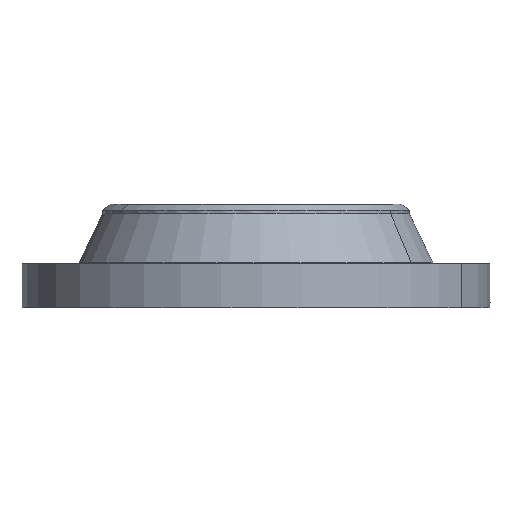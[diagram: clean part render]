
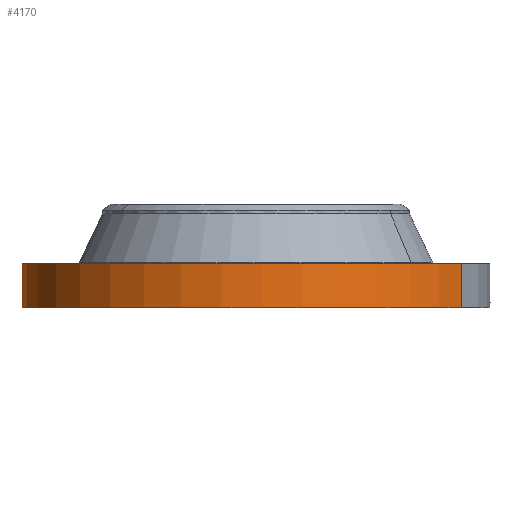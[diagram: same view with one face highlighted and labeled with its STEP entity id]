
A CAD part, left-side view. The second image highlights one B-rep face of the part: STEP entity #4170.
In plain terms, the highlighted cylindrical face has radius 387.35 mm (diameter 774.7 mm), a partial arc.
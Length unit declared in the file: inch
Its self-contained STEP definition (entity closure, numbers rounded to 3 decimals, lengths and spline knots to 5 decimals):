
#2927=AXIS2_PLACEMENT_3D('Circle Axis2P3D',#2925,#2926,$) ;
#4056=AXIS2_PLACEMENT_3D('Cylinder Axis2P3D',#4053,#4054,#4055) ;
#4060=AXIS2_PLACEMENT_3D('Circle Axis2P3D',#4058,#4059,$) ;
#2920=CARTESIAN_POINT('Vertex',(7.31124,13.38313,2.875)) ;
#2922=CARTESIAN_POINT('Vertex',(-7.31124,-13.38313,2.875)) ;
#2925=CARTESIAN_POINT('Axis2P3D Location',(0.,0.,2.875)) ;
#4053=CARTESIAN_POINT('Axis2P3D Location',(0.,0.,3.3775)) ;
#4058=CARTESIAN_POINT('Axis2P3D Location',(0.,0.,0.)) ;
#4062=CARTESIAN_POINT('Vertex',(-7.31124,-13.38313,0.)) ;
#4064=CARTESIAN_POINT('Vertex',(7.31124,13.38313,0.)) ;
#4067=CARTESIAN_POINT('Line Origine',(-7.31124,-13.38313,1.4375)) ;
#4072=CARTESIAN_POINT('Line Origine',(7.31124,13.38313,1.4375)) ;
#4084=CARTESIAN_POINT('Control Point',(-0.00072,15.25,1.10412)) ;
#4085=CARTESIAN_POINT('Control Point',(-0.01897,15.25,1.10408)) ;
#4086=CARTESIAN_POINT('Control Point',(-0.03722,15.24997,1.10263)) ;
#4087=CARTESIAN_POINT('Control Point',(-0.05525,15.2499,1.09978)) ;
#4088=CARTESIAN_POINT('Vertex',(-0.00072,15.25,1.10412)) ;
#4090=CARTESIAN_POINT('Vertex',(-0.05524,15.2499,1.09978)) ;
#4094=CARTESIAN_POINT('Control Point',(-0.05524,15.2499,1.09978)) ;
#4095=CARTESIAN_POINT('Control Point',(-0.0957,15.24975,1.09536)) ;
#4096=CARTESIAN_POINT('Control Point',(-0.13552,15.24944,1.08359)) ;
#4097=CARTESIAN_POINT('Control Point',(-0.1722,15.24903,1.06523)) ;
#4098=CARTESIAN_POINT('Vertex',(-0.1722,15.24903,1.06523)) ;
#4102=CARTESIAN_POINT('Control Point',(-0.03102,15.24997,0.34119)) ;
#4103=CARTESIAN_POINT('Control Point',(-0.09618,15.24984,0.34944)) ;
#4104=CARTESIAN_POINT('Control Point',(-0.15929,15.24936,0.37129)) ;
#4105=CARTESIAN_POINT('Control Point',(-0.2164,15.24859,0.4061)) ;
#4106=CARTESIAN_POINT('Control Point',(-0.28882,15.24733,0.47419)) ;
#4107=CARTESIAN_POINT('Control Point',(-0.33643,15.2463,0.55867)) ;
#4108=CARTESIAN_POINT('Control Point',(-0.34947,15.246,0.58873)) ;
#4109=CARTESIAN_POINT('Control Point',(-0.37169,15.24548,0.65897)) ;
#4110=CARTESIAN_POINT('Control Point',(-0.37718,15.24533,0.73214)) ;
#4111=CARTESIAN_POINT('Control Point',(-0.37491,15.24539,0.77295)) ;
#4112=CARTESIAN_POINT('Control Point',(-0.3565,15.24585,0.87072)) ;
#4113=CARTESIAN_POINT('Control Point',(-0.30814,15.24693,0.95794)) ;
#4114=CARTESIAN_POINT('Control Point',(-0.26982,15.24771,1.00324)) ;
#4115=CARTESIAN_POINT('Control Point',(-0.22354,15.24845,1.03954)) ;
#4116=CARTESIAN_POINT('Control Point',(-0.1722,15.24903,1.06523)) ;
#4117=CARTESIAN_POINT('Vertex',(-0.03102,15.24997,0.34119)) ;
#4121=CARTESIAN_POINT('Control Point',(-0.03102,15.24997,0.34119)) ;
#4122=CARTESIAN_POINT('Control Point',(-0.02067,15.24999,0.34087)) ;
#4123=CARTESIAN_POINT('Control Point',(-0.01032,15.25,0.34094)) ;
#4124=CARTESIAN_POINT('Control Point',(0.,15.25,0.34137)) ;
#4125=CARTESIAN_POINT('Vertex',(0.,15.25,0.34137)) ;
#4129=CARTESIAN_POINT('Control Point',(0.19263,15.24878,0.39741)) ;
#4130=CARTESIAN_POINT('Control Point',(0.14901,15.24933,0.37204)) ;
#4131=CARTESIAN_POINT('Control Point',(0.10112,15.24977,0.35378)) ;
#4132=CARTESIAN_POINT('Control Point',(0.05081,15.25,0.34353)) ;
#4133=CARTESIAN_POINT('Control Point',(0.,15.25,0.34137)) ;
#4134=CARTESIAN_POINT('Vertex',(0.19263,15.24878,0.39741)) ;
#4138=CARTESIAN_POINT('Control Point',(0.19263,15.24878,0.39741)) ;
#4139=CARTESIAN_POINT('Control Point',(0.24945,15.24807,0.43047)) ;
#4140=CARTESIAN_POINT('Control Point',(0.29951,15.24717,0.47484)) ;
#4141=CARTESIAN_POINT('Control Point',(0.33965,15.24626,0.52897)) ;
#4142=CARTESIAN_POINT('Control Point',(0.38385,15.24518,0.62717)) ;
#4143=CARTESIAN_POINT('Control Point',(0.39239,15.24495,0.73246)) ;
#4144=CARTESIAN_POINT('Control Point',(0.39027,15.24501,0.77262)) ;
#4145=CARTESIAN_POINT('Control Point',(0.3761,15.24537,0.84753)) ;
#4146=CARTESIAN_POINT('Control Point',(0.34396,15.24613,0.91596)) ;
#4147=CARTESIAN_POINT('Control Point',(0.32488,15.24656,0.94638)) ;
#4148=CARTESIAN_POINT('Control Point',(0.26317,15.24783,1.02274)) ;
#4149=CARTESIAN_POINT('Control Point',(0.18008,15.24909,1.07567)) ;
#4150=CARTESIAN_POINT('Control Point',(0.12135,15.2497,1.09769)) ;
#4151=CARTESIAN_POINT('Control Point',(0.0602,15.25,1.10711)) ;
#4152=CARTESIAN_POINT('Control Point',(-0.00003,15.25,1.10415)) ;
#4153=CARTESIAN_POINT('Vertex',(-0.00003,15.25,1.10415)) ;
#4157=CARTESIAN_POINT('Control Point',(-0.00072,15.25,1.10412)) ;
#4158=CARTESIAN_POINT('Control Point',(-0.00037,15.25,1.10414)) ;
#4159=CARTESIAN_POINT('Control Point',(-0.00003,15.25,1.10415)) ;
#2926=DIRECTION('Axis2P3D Direction',(0.,0.,-0.039)) ;
#4054=DIRECTION('Axis2P3D Direction',(0.,0.,-0.039)) ;
#4055=DIRECTION('Axis2P3D XDirection',(0.019,0.035,0.)) ;
#4059=DIRECTION('Axis2P3D Direction',(0.,0.,-0.039)) ;
#4068=DIRECTION('Vector Direction',(0.,0.,-0.039)) ;
#4073=DIRECTION('Vector Direction',(0.,0.,-0.039)) ;
#4069=VECTOR('Line Direction',#4068,0.03937) ;
#4074=VECTOR('Line Direction',#4073,0.03937) ;
#4078=ORIENTED_EDGE('',*,*,#4066,.F.) ;
#4079=ORIENTED_EDGE('',*,*,#4071,.T.) ;
#4080=ORIENTED_EDGE('',*,*,#2929,.T.) ;
#4081=ORIENTED_EDGE('',*,*,#4076,.F.) ;
#4162=ORIENTED_EDGE('',*,*,#4092,.T.) ;
#4163=ORIENTED_EDGE('',*,*,#4100,.T.) ;
#4164=ORIENTED_EDGE('',*,*,#4119,.F.) ;
#4165=ORIENTED_EDGE('',*,*,#4127,.T.) ;
#4166=ORIENTED_EDGE('',*,*,#4136,.F.) ;
#4167=ORIENTED_EDGE('',*,*,#4155,.T.) ;
#4168=ORIENTED_EDGE('',*,*,#4160,.F.) ;
#4169=FACE_BOUND('',#4161,.T.) ;
#4170=ADVANCED_FACE('PartBody',(#4082,#4169),#4057,.T.) ;
#4083=B_SPLINE_CURVE_WITH_KNOTS('',3,(#4084,#4085,#4086,#4087),.UNSPECIFIED.,.F.,.U.,(4,4),(34.6166,36.64171),.UNSPECIFIED.) ;
#4093=B_SPLINE_CURVE_WITH_KNOTS('',3,(#4094,#4095,#4096,#4097),.UNSPECIFIED.,.F.,.U.,(4,4),(0.,4.57284),.UNSPECIFIED.) ;
#4101=B_SPLINE_CURVE_WITH_KNOTS('',5,(#4102,#4103,#4104,#4105,#4106,#4107,#4108,#4109,#4110,#4111,#4112,#4113,#4114,#4115,#4116),.UNSPECIFIED.,.F.,.U.,(6,3,3,3,6),(0.,11.41563,17.25639,24.61345,35.28116),.UNSPECIFIED.) ;
#4120=B_SPLINE_CURVE_WITH_KNOTS('',3,(#4121,#4122,#4123,#4124),.UNSPECIFIED.,.F.,.U.,(4,4),(0.,1.07896),.UNSPECIFIED.) ;
#4128=B_SPLINE_CURVE_WITH_KNOTS('',4,(#4129,#4130,#4131,#4132,#4133),.UNSPECIFIED.,.F.,.U.,(5,5),(0.,7.07933),.UNSPECIFIED.) ;
#4137=B_SPLINE_CURVE_WITH_KNOTS('',5,(#4138,#4139,#4140,#4141,#4142,#4143,#4144,#4145,#4146,#4147,#4148,#4149,#4150,#4151,#4152),.UNSPECIFIED.,.F.,.U.,(6,3,3,3,6),(0.,11.52891,18.60799,25.03,36.28697),.UNSPECIFIED.) ;
#4156=B_SPLINE_CURVE_WITH_KNOTS('',2,(#4157,#4158,#4159),.UNSPECIFIED.,.F.,.U.,(3,3),(1.02181,1.0476),.UNSPECIFIED.) ;
#2928=CIRCLE('generated circle',#2927,15.25) ;
#4061=CIRCLE('generated circle',#4060,15.25) ;
#4057=CYLINDRICAL_SURFACE('generated cylinder',#4056,15.25) ;
#2929=EDGE_CURVE('',#2923,#2921,#2928,.T.) ;
#4066=EDGE_CURVE('',#4063,#4065,#4061,.T.) ;
#4071=EDGE_CURVE('',#4063,#2923,#4070,.F.) ;
#4076=EDGE_CURVE('',#4065,#2921,#4075,.F.) ;
#4092=EDGE_CURVE('',#4089,#4091,#4083,.T.) ;
#4100=EDGE_CURVE('',#4091,#4099,#4093,.T.) ;
#4119=EDGE_CURVE('',#4118,#4099,#4101,.T.) ;
#4127=EDGE_CURVE('',#4118,#4126,#4120,.T.) ;
#4136=EDGE_CURVE('',#4135,#4126,#4128,.T.) ;
#4155=EDGE_CURVE('',#4135,#4154,#4137,.T.) ;
#4160=EDGE_CURVE('',#4089,#4154,#4156,.T.) ;
#4077=EDGE_LOOP('',(#4078,#4079,#4080,#4081)) ;
#4161=EDGE_LOOP('',(#4162,#4163,#4164,#4165,#4166,#4167,#4168)) ;
#4082=FACE_OUTER_BOUND('',#4077,.T.) ;
#4070=LINE('Line',#4067,#4069) ;
#4075=LINE('Line',#4072,#4074) ;
#2921=VERTEX_POINT('',#2920) ;
#2923=VERTEX_POINT('',#2922) ;
#4063=VERTEX_POINT('',#4062) ;
#4065=VERTEX_POINT('',#4064) ;
#4089=VERTEX_POINT('',#4088) ;
#4091=VERTEX_POINT('',#4090) ;
#4099=VERTEX_POINT('',#4098) ;
#4118=VERTEX_POINT('',#4117) ;
#4126=VERTEX_POINT('',#4125) ;
#4135=VERTEX_POINT('',#4134) ;
#4154=VERTEX_POINT('',#4153) ;
